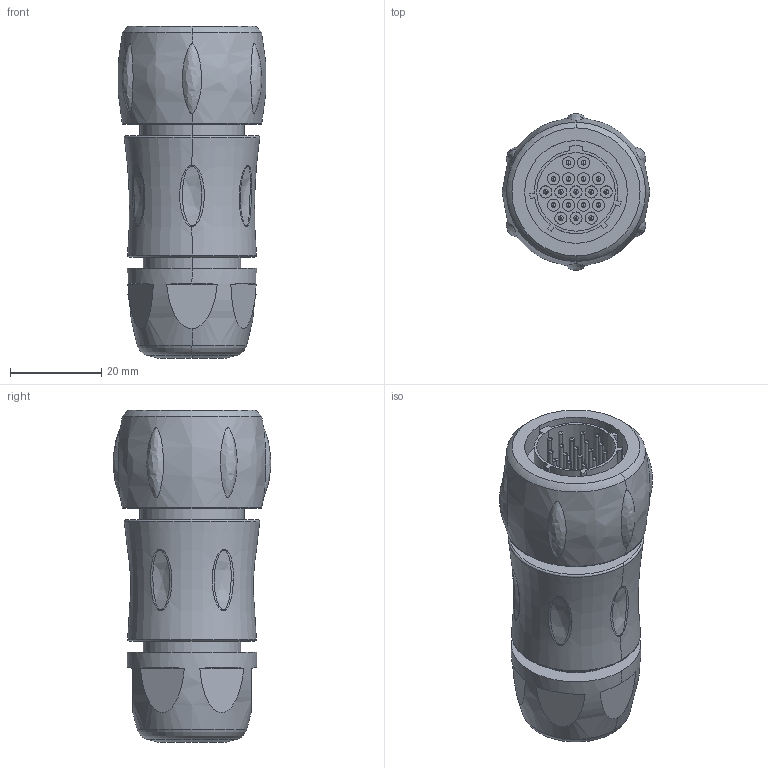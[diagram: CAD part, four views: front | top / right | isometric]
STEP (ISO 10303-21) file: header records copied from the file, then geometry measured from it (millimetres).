
FILE_DESCRIPTION((''),'2;1');
FILE_NAME('UTS6JC14E18P-CATALOGUE_SW_ASM','2010-09-09T',('amartin'),(''),'PRO/ENGINEER BY PARAMETRIC TECHNOLOGY CORPORATION, 2007390','PRO/ENGINEER BY PARAMETRIC TECHNOLOGY CORPORATION, 2007390','');
FILE_SCHEMA(('CONFIG_CONTROL_DESIGN'));
Length unit declared in the file: inch
Products named in the file (1): UTS6JC14E18P-CATALOGUE_SW_ASM
Bounding box: 32.3 x 34.5 x 72.65 mm (x, y, z)
Volume: 42821.1 mm3; surface area: 10720.4 mm2
Topology: 1 solids, 1 shells, 237 faces, 494 edges, 314 vertices
Faces by surface type: cylinder 92, plane 67, bspline 64, torus 12, sphere 2
Entity records: 10548 total; most frequent: CARTESIAN_POINT 5530, DIRECTION 1080, ORIENTED_EDGE 988, EDGE_CURVE 494, AXIS2_PLACEMENT_3D 476, VERTEX_POINT 314, CIRCLE 302, EDGE_LOOP 292
